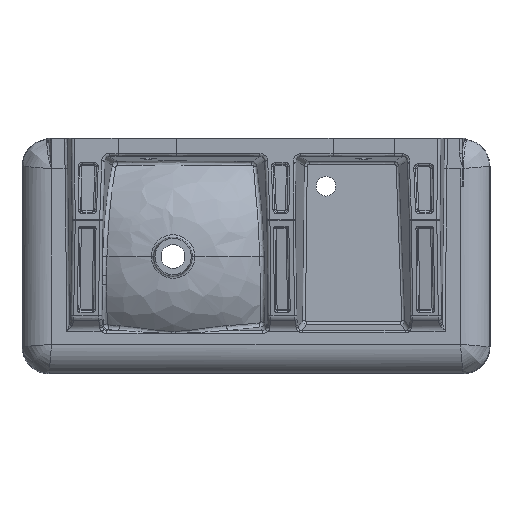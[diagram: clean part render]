
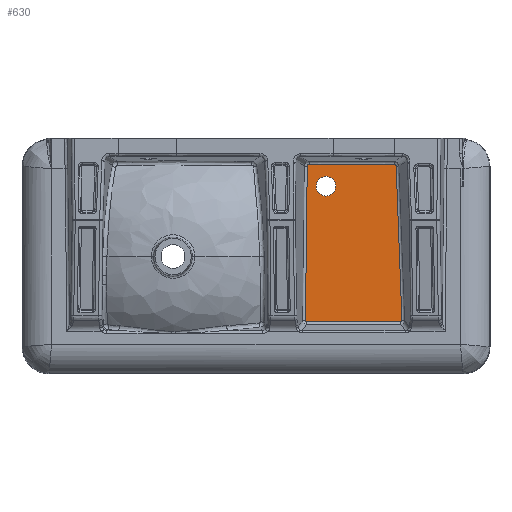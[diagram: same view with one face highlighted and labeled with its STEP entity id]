
A CAD part, front view. The second image highlights one B-rep face of the part: STEP entity #630.
In plain terms, the highlighted planar face has unit normal (0, -1, 0).
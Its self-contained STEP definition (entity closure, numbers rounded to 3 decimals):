
#205=ELLIPSE('',#4671,2.103,2.);
#206=ELLIPSE('',#4672,2.101,2.);
#261=FACE_BOUND('',#1245,.T.);
#262=FACE_BOUND('',#1246,.T.);
#384=CIRCLE('',#4669,18.9);
#630=ADVANCED_FACE('',(#261,#262),#888,.F.);
#888=PLANE('',#4673);
#1245=EDGE_LOOP('',(#2079,#2080,#2081,#2082,#2083,#2084,#2085,#2086));
#1246=EDGE_LOOP('',(#2087));
#1541=LINE('',#12337,#1667);
#1542=LINE('',#12342,#1668);
#1543=LINE('',#12389,#1669);
#1667=VECTOR('',#5127,1.);
#1668=VECTOR('',#5130,1.);
#1669=VECTOR('',#5131,1.);
#2079=ORIENTED_EDGE('',*,*,#3839,.T.);
#2080=ORIENTED_EDGE('',*,*,#3840,.T.);
#2081=ORIENTED_EDGE('',*,*,#3841,.T.);
#2082=ORIENTED_EDGE('',*,*,#3842,.T.);
#2083=ORIENTED_EDGE('',*,*,#3843,.T.);
#2084=ORIENTED_EDGE('',*,*,#3844,.T.);
#2085=ORIENTED_EDGE('',*,*,#3845,.T.);
#2086=ORIENTED_EDGE('',*,*,#3846,.T.);
#2087=ORIENTED_EDGE('',*,*,#3835,.F.);
#3375=VERTEX_POINT('',#12286);
#3377=VERTEX_POINT('',#12338);
#3378=VERTEX_POINT('',#12339);
#3379=VERTEX_POINT('',#12341);
#3380=VERTEX_POINT('',#12343);
#3381=VERTEX_POINT('',#12360);
#3382=VERTEX_POINT('',#12371);
#3383=VERTEX_POINT('',#12388);
#3384=VERTEX_POINT('',#12390);
#3835=EDGE_CURVE('',#3375,#3375,#384,.T.);
#3839=EDGE_CURVE('',#3377,#3378,#1541,.T.);
#3840=EDGE_CURVE('',#3378,#3379,#205,.T.);
#3841=EDGE_CURVE('',#3379,#3380,#1542,.T.);
#3842=EDGE_CURVE('',#3380,#3381,#4477,.T.);
#3843=EDGE_CURVE('',#3381,#3382,#4478,.T.);
#3844=EDGE_CURVE('',#3382,#3383,#4479,.T.);
#3845=EDGE_CURVE('',#3383,#3384,#1543,.T.);
#3846=EDGE_CURVE('',#3384,#3377,#206,.T.);
#4477=B_SPLINE_CURVE_WITH_KNOTS('',3,(#12344,#12345,#12346,#12347,#12348,
#12349,#12350,#12351,#12352,#12353,#12354,#12355,#12356,#12357,#12358,#12359),
 .UNSPECIFIED.,.F.,.F.,(4,3,3,3,3,4),(0.,0.219,0.437,
0.655,0.873,1.),.UNSPECIFIED.);
#4478=B_SPLINE_CURVE_WITH_KNOTS('',3,(#12361,#12362,#12363,#12364,#12365,
#12366,#12367,#12368,#12369,#12370),.UNSPECIFIED.,.F.,.F.,(4,3,3,4),(0.,
0.073,0.364,1.),.UNSPECIFIED.);
#4479=B_SPLINE_CURVE_WITH_KNOTS('',3,(#12372,#12373,#12374,#12375,#12376,
#12377,#12378,#12379,#12380,#12381,#12382,#12383,#12384,#12385,#12386,#12387),
 .UNSPECIFIED.,.F.,.F.,(4,3,3,3,3,4),(0.,0.22,0.44,
0.658,0.872,1.),.UNSPECIFIED.);
#4669=AXIS2_PLACEMENT_3D('',#12285,#5123,#5124);
#4671=AXIS2_PLACEMENT_3D('',#12340,#5128,#5129);
#4672=AXIS2_PLACEMENT_3D('',#12391,#5132,#5133);
#4673=AXIS2_PLACEMENT_3D('',#12392,#5134,#5135);
#5123=DIRECTION('',(0.,-1.,0.));
#5124=DIRECTION('',(0.,0.,1.));
#5127=DIRECTION('',(1.,0.,0.));
#5128=DIRECTION('',(0.,-1.,0.));
#5129=DIRECTION('',(-0.564,0.,0.826));
#5130=DIRECTION('',(-0.037,0.,0.999));
#5131=DIRECTION('',(-0.012,0.,-1.));
#5132=DIRECTION('',(0.,-1.,0.));
#5133=DIRECTION('',(0.557,0.,0.831));
#5134=DIRECTION('',(0.,1.,0.));
#5135=DIRECTION('',(0.,0.,1.));
#12285=CARTESIAN_POINT('',(134.909,-10.743,884.742));
#12286=CARTESIAN_POINT('',(134.909,-10.743,903.642));
#12337=CARTESIAN_POINT('',(278.76,-10.743,623.856));
#12338=CARTESIAN_POINT('',(97.329,-10.743,623.856));
#12339=CARTESIAN_POINT('',(279.574,-10.743,623.856));
#12340=CARTESIAN_POINT('',(279.479,-10.743,625.927));
#12341=CARTESIAN_POINT('',(281.511,-10.743,625.909));
#12342=CARTESIAN_POINT('',(270.373,-10.743,923.119));
#12343=CARTESIAN_POINT('',(270.355,-10.743,923.61));
#12344=CARTESIAN_POINT('',(270.355,-10.743,923.61));
#12345=CARTESIAN_POINT('',(270.341,-10.743,923.99));
#12346=CARTESIAN_POINT('',(270.261,-10.743,924.374));
#12347=CARTESIAN_POINT('',(270.122,-10.743,924.728));
#12348=CARTESIAN_POINT('',(269.983,-10.743,925.082));
#12349=CARTESIAN_POINT('',(269.781,-10.743,925.417));
#12350=CARTESIAN_POINT('',(269.532,-10.743,925.705));
#12351=CARTESIAN_POINT('',(269.284,-10.743,925.992));
#12352=CARTESIAN_POINT('',(268.983,-10.743,926.24));
#12353=CARTESIAN_POINT('',(268.655,-10.743,926.429));
#12354=CARTESIAN_POINT('',(268.325,-10.743,926.619));
#12355=CARTESIAN_POINT('',(267.958,-10.743,926.755));
#12356=CARTESIAN_POINT('',(267.584,-10.743,926.827));
#12357=CARTESIAN_POINT('',(267.365,-10.743,926.869));
#12358=CARTESIAN_POINT('',(267.142,-10.743,926.89));
#12359=CARTESIAN_POINT('',(266.919,-10.743,926.89));
#12360=CARTESIAN_POINT('',(266.919,-10.743,926.89));
#12361=CARTESIAN_POINT('',(266.919,-10.743,926.89));
#12362=CARTESIAN_POINT('',(262.919,-10.743,926.89));
#12363=CARTESIAN_POINT('',(258.919,-10.743,926.89));
#12364=CARTESIAN_POINT('',(254.919,-10.743,926.89));
#12365=CARTESIAN_POINT('',(238.919,-10.743,926.89));
#12366=CARTESIAN_POINT('',(222.919,-10.743,926.89));
#12367=CARTESIAN_POINT('',(206.919,-10.743,926.89));
#12368=CARTESIAN_POINT('',(172.041,-10.743,926.89));
#12369=CARTESIAN_POINT('',(137.163,-10.743,926.89));
#12370=CARTESIAN_POINT('',(102.285,-10.743,926.89));
#12371=CARTESIAN_POINT('',(102.285,-10.743,926.89));
#12372=CARTESIAN_POINT('',(102.285,-10.743,926.89));
#12373=CARTESIAN_POINT('',(101.896,-10.743,926.89));
#12374=CARTESIAN_POINT('',(101.501,-10.743,926.824));
#12375=CARTESIAN_POINT('',(101.133,-10.743,926.696));
#12376=CARTESIAN_POINT('',(100.764,-10.743,926.567));
#12377=CARTESIAN_POINT('',(100.413,-10.743,926.373));
#12378=CARTESIAN_POINT('',(100.109,-10.743,926.128));
#12379=CARTESIAN_POINT('',(99.81,-10.743,925.887));
#12380=CARTESIAN_POINT('',(99.549,-10.743,925.59));
#12381=CARTESIAN_POINT('',(99.347,-10.743,925.263));
#12382=CARTESIAN_POINT('',(99.149,-10.743,924.94));
#12383=CARTESIAN_POINT('',(99.004,-10.743,924.578));
#12384=CARTESIAN_POINT('',(98.923,-10.743,924.207));
#12385=CARTESIAN_POINT('',(98.875,-10.743,923.983));
#12386=CARTESIAN_POINT('',(98.849,-10.743,923.753));
#12387=CARTESIAN_POINT('',(98.846,-10.743,923.524));
#12388=CARTESIAN_POINT('',(98.846,-10.743,923.524));
#12389=CARTESIAN_POINT('',(95.405,-10.743,627.195));
#12390=CARTESIAN_POINT('',(95.39,-10.743,625.856));
#12391=CARTESIAN_POINT('',(97.422,-10.743,625.927));
#12392=CARTESIAN_POINT('',(-450.,-10.743,974.18));
